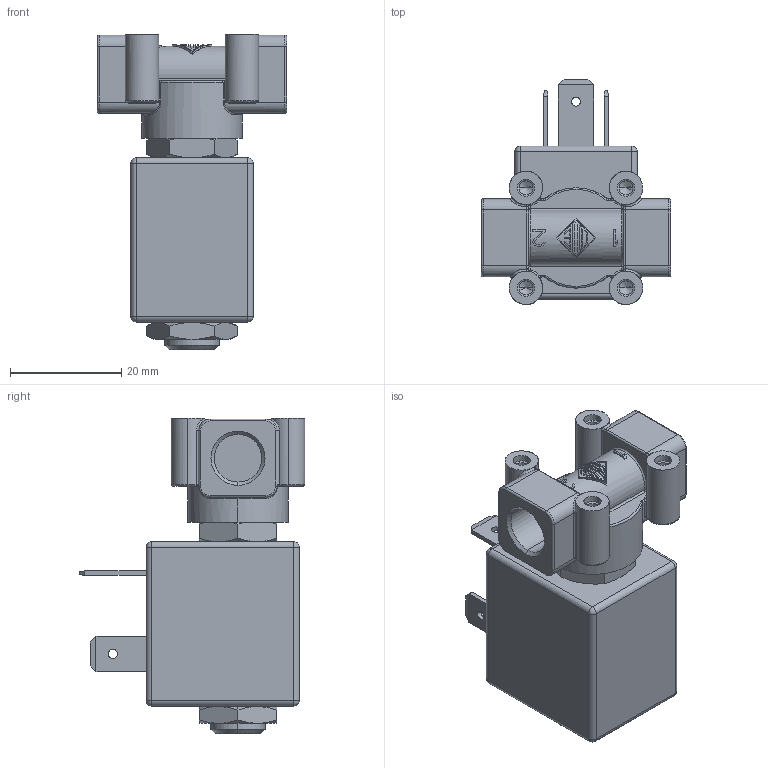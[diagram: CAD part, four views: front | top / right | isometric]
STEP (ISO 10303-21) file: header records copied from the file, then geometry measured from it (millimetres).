
FILE_DESCRIPTION((''),'2;1');
FILE_NAME('21JP1RRV12_LBA_INGOMBRO_ASM','2011-03-30T',('paolaf'),('O.D.E.'),'PRO/ENGINEER BY PARAMETRIC TECHNOLOGY CORPORATION, 2005450','PRO/ENGINEER BY PARAMETRIC TECHNOLOGY CORPORATION, 2005450','');
FILE_SCHEMA(('CONFIG_CONTROL_DESIGN'));
Length unit declared in the file: millimetre
Products named in the file (6): 450JP1_12_INGOMBRO; 452161_INGOMBRO; BOBINA_5_W_INGOMBRO; 452571; 450146; 21JP1RRV12_LBA_INGOMBRO_ASM
Assembly tree (5 placements, depth 2):
  21JP1RRV12_LBA_INGOMBRO_ASM
    450JP1_12_INGOMBRO
    452161_INGOMBRO
    BOBINA_5_W_INGOMBRO
    452571
    450146
Bounding box: 34 x 40.48 x 56.7 mm (x, y, z)
Volume: 15670.9 mm3; surface area: 14506.5 mm2
Topology: 4 solids, 10 shells, 503 faces, 1175 edges, 703 vertices
Faces by surface type: plane 203, cylinder 150, cone 66, torus 36, bspline 32, sphere 16
Entity records: 19966 total; most frequent: CARTESIAN_POINT 4631, DIRECTION 2338, ORIENTED_EDGE 2314, EDGE_CURVE 1165, PRESENTATION_STYLE_ASSIGNMENT 1146, STYLED_ITEM 1108, CURVE_STYLE 1051, AXIS2_PLACEMENT_3D 925
